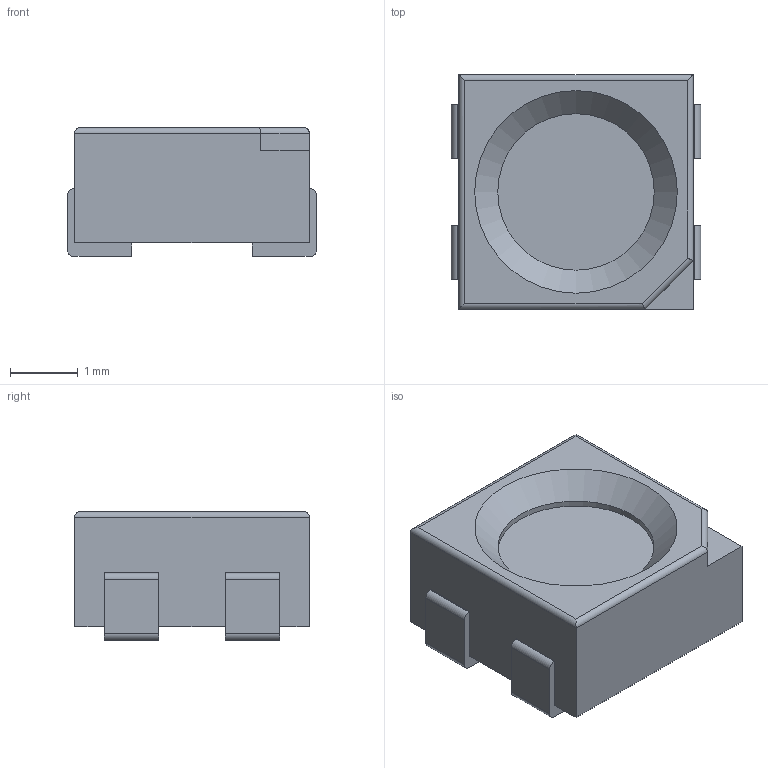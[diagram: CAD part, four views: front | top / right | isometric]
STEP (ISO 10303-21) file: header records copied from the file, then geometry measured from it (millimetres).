
FILE_DESCRIPTION(/* description */ ('model of LED_WS2812B-Mini_PLCC4_3.5x3.5mm_P1.8mm'),/* implementation_level */ '2;1');
FILE_NAME(/* name */ 'LED_WS2812B-Mini_PLCC4_3.5x3.5mm_P1.8mm.step',/* time_stamp */ '2024-02-10T15:21:44',/* author */ ('KiCAD','kicad'),/* organization */ ('OCCT'),/* preprocessor_version */ '',/* originating_system */ 'KiCAD',/* authorisation */ '');
FILE_SCHEMA(('AUTOMOTIVE_DESIGN { 1 0 10303 214 1 1 1 1 }'));
Length unit declared in the file: millimetre
Products named in the file (1): LED_WS2812B-Mini_PLCC4_3.5x3.5mm_P1.8mm
Bounding box: 3.68 x 3.46 x 1.9 mm (x, y, z)
Volume: 18.9 mm3; surface area: 52.5 mm2
Topology: 1 solids, 1 shells, 48 faces, 145 edges, 100 vertices
Faces by surface type: plane 33, cylinder 14, cone 1
Full cylindrical faces by diameter (mm): 2.307 x1
Entity records: 2367 total; most frequent: CARTESIAN_POINT 294, ORIENTED_EDGE 290, DIRECTION 267, EDGE_CURVE 145, LINE 121, VECTOR 121, VERTEX_POINT 100, PRESENTATION_STYLE_ASSIGNMENT 80
